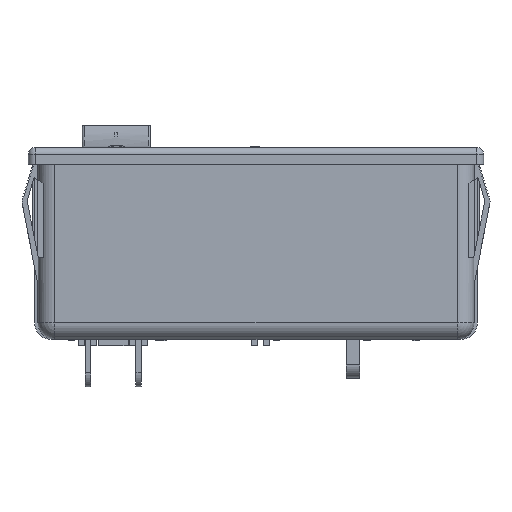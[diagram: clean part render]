
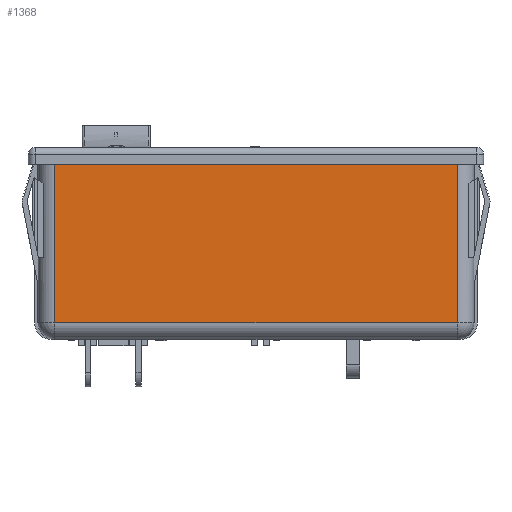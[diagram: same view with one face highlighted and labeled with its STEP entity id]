
A CAD part, front view. The second image highlights one B-rep face of the part: STEP entity #1368.
In plain terms, the highlighted planar face has unit normal (0, -1, 0).
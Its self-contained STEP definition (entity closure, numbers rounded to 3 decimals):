
#1321 = ORIENTED_EDGE ( 'NONE', *, *, #1394, .T. ) ;
#1368 = ADVANCED_FACE ( 'NONE', ( #11576 ), #11575, .F. ) ;
#1369 = ORIENTED_EDGE ( 'NONE', *, *, #1525, .T. ) ;
#1379 = EDGE_CURVE ( 'NONE', #1399, #1526, #11559, .T. ) ;
#1381 = ORIENTED_EDGE ( 'NONE', *, *, #1656, .T. ) ;
#1386 = ORIENTED_EDGE ( 'NONE', *, *, #1379, .T. ) ;
#1394 = EDGE_CURVE ( 'NONE', #1672, #1399, #11596, .T. ) ;
#1399 = VERTEX_POINT ( 'NONE', #11641 ) ;
#1445 = EDGE_LOOP ( 'NONE', ( #1321, #1386, #1369, #1381 ) ) ;
#1456 = VERTEX_POINT ( 'NONE', #11725 ) ;
#1525 = EDGE_CURVE ( 'NONE', #1526, #1456, #11859, .T. ) ;
#1526 = VERTEX_POINT ( 'NONE', #11855 ) ;
#1656 = EDGE_CURVE ( 'NONE', #1456, #1672, #12057, .T. ) ;
#1672 = VERTEX_POINT ( 'NONE', #12084 ) ;
#11556 = DIRECTION ( 'NONE',  ( 0., 0., 1. ) ) ;
#11557 = VECTOR ( 'NONE', #11556, 1000. ) ;
#11558 = CARTESIAN_POINT ( 'NONE',  ( 29.75, -13.45, -28.4 ) ) ;
#11559 = LINE ( 'NONE', #11558, #11557 ) ;
#11570 = DIRECTION ( 'NONE',  ( 0., 0., 1. ) ) ;
#11571 = DIRECTION ( 'NONE',  ( 0., 1., 0. ) ) ;
#11572 = CARTESIAN_POINT ( 'NONE',  ( 32.25, -13.45, -28.4 ) ) ;
#11573 = AXIS2_PLACEMENT_3D ( 'NONE', #11572, #11571, #11570 ) ;
#11575 = PLANE ( 'NONE',  #11573 ) ;
#11576 = FACE_OUTER_BOUND ( 'NONE', #1445, .T. ) ;
#11593 = DIRECTION ( 'NONE',  ( 1., 0., 0. ) ) ;
#11594 = VECTOR ( 'NONE', #11593, 1000. ) ;
#11595 = CARTESIAN_POINT ( 'NONE',  ( 32.25, -13.45, -25.9 ) ) ;
#11596 = LINE ( 'NONE', #11595, #11594 ) ;
#11641 = CARTESIAN_POINT ( 'NONE',  ( 29.75, -13.45, -25.9 ) ) ;
#11725 = CARTESIAN_POINT ( 'NONE',  ( -29.75, -13.45, -2.5 ) ) ;
#11855 = CARTESIAN_POINT ( 'NONE',  ( 29.75, -13.45, -2.5 ) ) ;
#11856 = DIRECTION ( 'NONE',  ( -1., 0., 0. ) ) ;
#11857 = VECTOR ( 'NONE', #11856, 1000. ) ;
#11858 = CARTESIAN_POINT ( 'NONE',  ( 32.25, -13.45, -2.5 ) ) ;
#11859 = LINE ( 'NONE', #11858, #11857 ) ;
#12054 = DIRECTION ( 'NONE',  ( 0., 0., -1. ) ) ;
#12055 = VECTOR ( 'NONE', #12054, 1000. ) ;
#12056 = CARTESIAN_POINT ( 'NONE',  ( -29.75, -13.45, -28.4 ) ) ;
#12057 = LINE ( 'NONE', #12056, #12055 ) ;
#12084 = CARTESIAN_POINT ( 'NONE',  ( -29.75, -13.45, -25.9 ) ) ;
